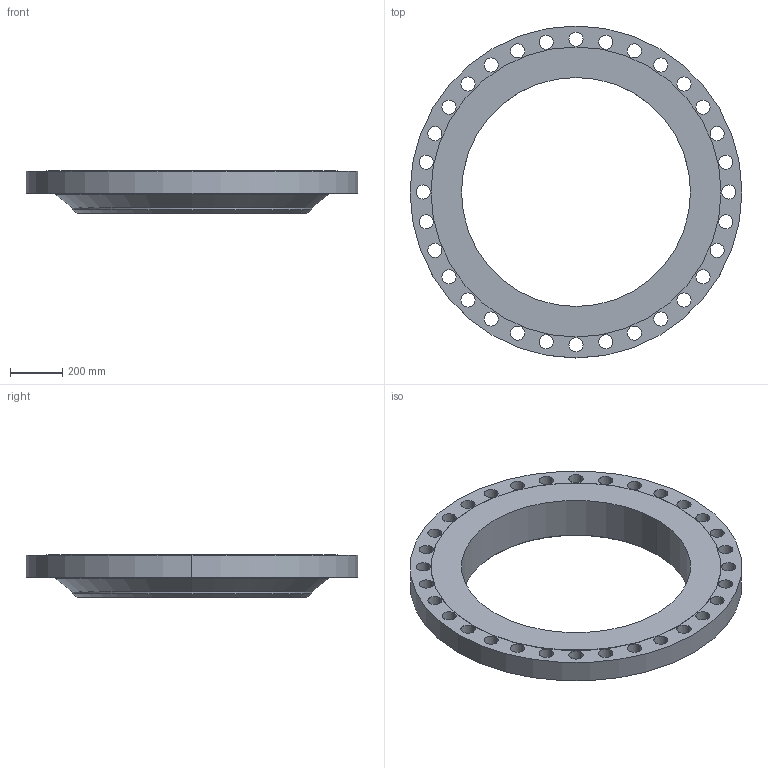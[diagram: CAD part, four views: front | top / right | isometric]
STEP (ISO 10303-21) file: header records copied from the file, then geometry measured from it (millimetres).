
FILE_DESCRIPTION (( 'STEP AP203' ), '1' );
FILE_NAME ('36_CLE_C207_RF_WNF_OB_S40.STEP', '2024-01-18T08:51:40', ( '' ), ( '' ), 'SwSTEP 2.0', 'SolidWorks 2023', '' );
FILE_SCHEMA (( 'CONFIG_CONTROL_DESIGN' ));
Length unit declared in the file: inch
Products named in the file (1): 36_CLE_C207_RF_WNF_OB_S40
Bounding box: 1270 x 1270 x 163.51 mm (x, y, z)
Volume: 60814121.1 mm3; surface area: 2535969.1 mm2
Topology: 1 solids, 1 shells, 82 faces, 228 edges, 150 vertices
Faces by surface type: cylinder 72, cone 4, plane 4, torus 2
Entity records: 2927 total; most frequent: DIRECTION 546, CARTESIAN_POINT 461, ORIENTED_EDGE 456, AXIS2_PLACEMENT_3D 235, EDGE_CURVE 228, CIRCLE 152, VERTEX_POINT 150, EDGE_LOOP 150
